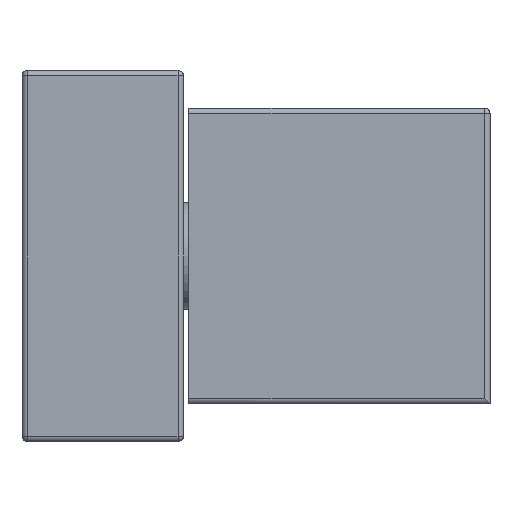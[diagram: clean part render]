
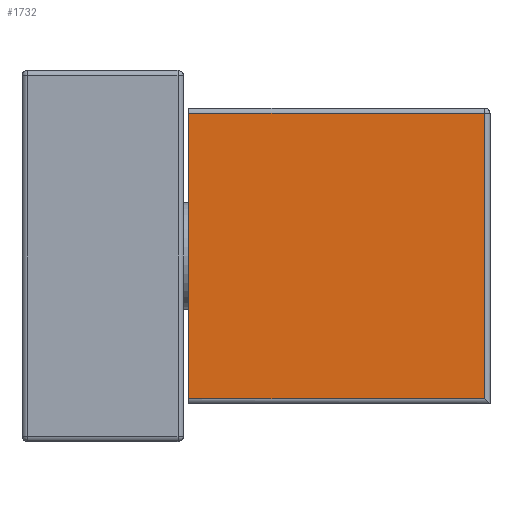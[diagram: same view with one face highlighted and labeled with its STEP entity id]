
A CAD part, left-side view. The second image highlights one B-rep face of the part: STEP entity #1732.
In plain terms, the highlighted face is planar.
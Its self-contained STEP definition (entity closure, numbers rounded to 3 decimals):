
#203=FACE_OUTER_BOUND('',#321,.T.);
#321=EDGE_LOOP('',(#1403,#1404,#1405,#1406));
#438=LINE('',#2820,#588);
#439=LINE('',#2826,#589);
#458=LINE('',#2965,#608);
#459=LINE('',#2967,#609);
#588=VECTOR('',#2273,26.5);
#589=VECTOR('',#2280,27.5);
#608=VECTOR('',#2373,27.5);
#609=VECTOR('',#2376,26.5);
#814=VERTEX_POINT('',#2817);
#815=VERTEX_POINT('',#2819);
#817=VERTEX_POINT('',#2825);
#838=VERTEX_POINT('',#2963);
#994=EDGE_CURVE('',#815,#814,#438,.T.);
#997=EDGE_CURVE('',#815,#817,#439,.T.);
#1038=EDGE_CURVE('',#838,#814,#458,.T.);
#1039=EDGE_CURVE('',#838,#817,#459,.T.);
#1403=ORIENTED_EDGE('',*,*,#1038,.F.);
#1404=ORIENTED_EDGE('',*,*,#1039,.T.);
#1405=ORIENTED_EDGE('',*,*,#997,.F.);
#1406=ORIENTED_EDGE('',*,*,#994,.T.);
#1647=PLANE('',#1964);
#1732=ADVANCED_FACE('',(#203),#1647,.T.);
#1964=AXIS2_PLACEMENT_3D('',#2966,#2374,#2375);
#2273=DIRECTION('',(-1.,0.,0.));
#2280=DIRECTION('',(0.,0.,1.));
#2373=DIRECTION('',(0.,0.,-1.));
#2374=DIRECTION('center_axis',(0.,1.,0.));
#2375=DIRECTION('ref_axis',(0.,0.,-1.));
#2376=DIRECTION('',(1.,0.,0.));
#2817=CARTESIAN_POINT('',(-13.25,35.75,-14.));
#2819=CARTESIAN_POINT('',(13.25,35.75,-14.));
#2820=CARTESIAN_POINT('',(13.25,35.75,-14.));
#2825=CARTESIAN_POINT('',(13.25,35.75,13.5));
#2826=CARTESIAN_POINT('',(13.25,35.75,-14.));
#2963=CARTESIAN_POINT('',(-13.25,35.75,13.5));
#2965=CARTESIAN_POINT('',(-13.25,35.75,13.5));
#2966=CARTESIAN_POINT('Origin',(13.75,35.75,14.));
#2967=CARTESIAN_POINT('',(-13.25,35.75,13.5));
